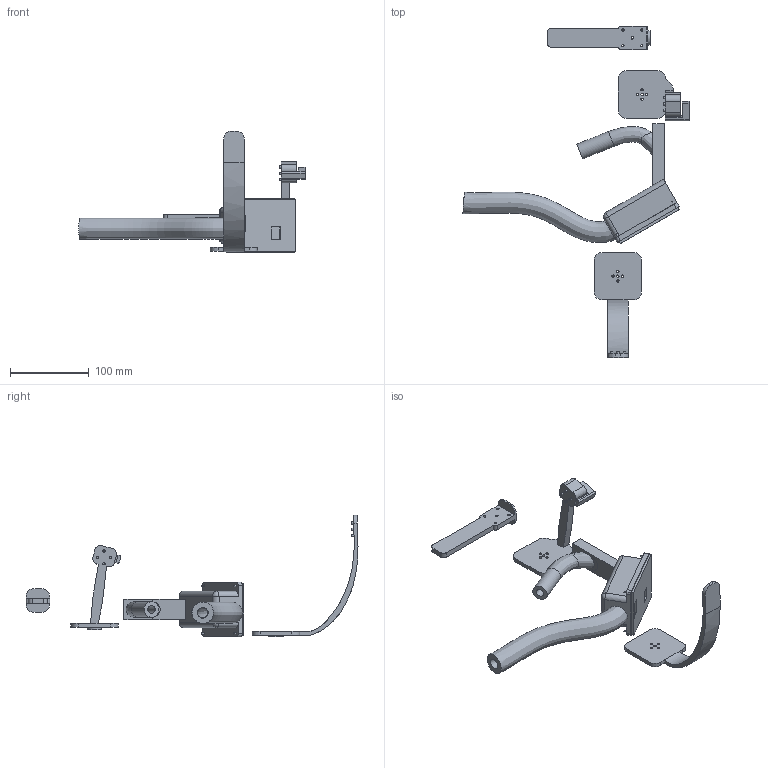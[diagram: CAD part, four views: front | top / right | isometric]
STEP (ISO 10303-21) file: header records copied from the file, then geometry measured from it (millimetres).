
FILE_DESCRIPTION(/* description */ (''),/* implementation_level */ '2;1');
FILE_NAME(/* name */ 'Frame_3DPrint.step',/* time_stamp */ '2026-01-19T19:44:05+02:00',/* author */ (''),/* organization */ (''),/* preprocessor_version */ 'ST-DEVELOPER v20.1',/* originating_system */ 'Autodesk Translation Framework v14.21.0.0',/* authorisation */ '');
FILE_SCHEMA (('AUTOMOTIVE_DESIGN { 1 0 10303 214 3 1 1 }'));
Length unit declared in the file: millimetre
Products named in the file (1): Frame
Bounding box: 286.43 x 420.32 x 154.08 mm (x, y, z)
Volume: 323763.7 mm3; surface area: 137034.7 mm2
Topology: 8 solids, 9 shells, 219 faces, 514 edges, 340 vertices
Faces by surface type: plane 127, cylinder 72, bspline 18, sphere 2
Full cylindrical faces by diameter (mm): 1.8 x4, 2.15 x4, 3 x24, 10 x1, 18 x3, 20 x1
Entity records: 9342 total; most frequent: CARTESIAN_POINT 4172, DIRECTION 1037, ORIENTED_EDGE 1028, EDGE_CURVE 514, AXIS2_PLACEMENT_3D 359, VERTEX_POINT 340, LINE 319, VECTOR 319
